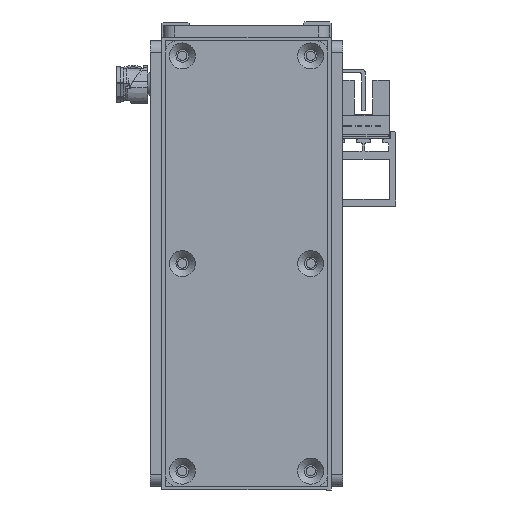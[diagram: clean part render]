
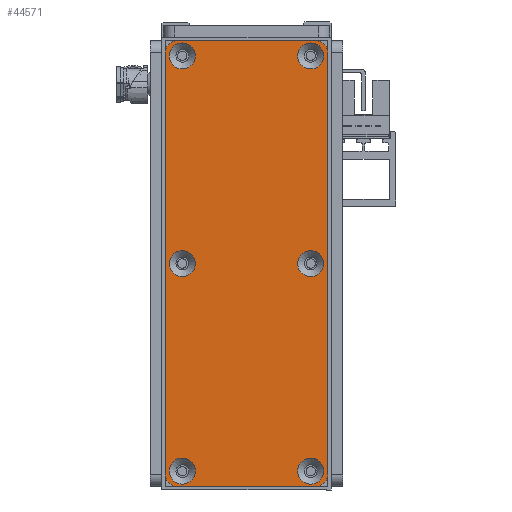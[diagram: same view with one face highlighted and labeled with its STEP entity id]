
A CAD part, front view. The second image highlights one B-rep face of the part: STEP entity #44571.
In plain terms, the highlighted face is planar.
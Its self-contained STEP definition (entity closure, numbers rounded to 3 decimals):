
#849=FACE_BOUND('',#6758,.T.);
#850=FACE_BOUND('',#6759,.T.);
#851=FACE_BOUND('',#6760,.T.);
#852=FACE_BOUND('',#6761,.T.);
#853=FACE_BOUND('',#6762,.T.);
#854=FACE_BOUND('',#6763,.T.);
#1564=PLANE('',#48583);
#4085=FACE_OUTER_BOUND('',#6757,.T.);
#6757=EDGE_LOOP('',(#35980,#35981,#35982,#35983,#35984,#35985,#35986,#35987));
#6758=EDGE_LOOP('',(#35988));
#6759=EDGE_LOOP('',(#35989));
#6760=EDGE_LOOP('',(#35990));
#6761=EDGE_LOOP('',(#35991));
#6762=EDGE_LOOP('',(#35992));
#6763=EDGE_LOOP('',(#35993));
#9812=LINE('',#70756,#14659);
#9816=LINE('',#70768,#14663);
#9820=LINE('',#70780,#14667);
#9824=LINE('',#70790,#14671);
#14659=VECTOR('',#56516,10.);
#14663=VECTOR('',#56528,10.);
#14667=VECTOR('',#56540,10.);
#14671=VECTOR('',#56552,10.);
#18938=CIRCLE('',#48537,3.45);
#18941=CIRCLE('',#48542,3.45);
#18944=CIRCLE('',#48547,3.45);
#18947=CIRCLE('',#48552,3.45);
#18950=CIRCLE('',#48557,3.45);
#18953=CIRCLE('',#48562,3.45);
#18957=CIRCLE('',#48568,3.);
#18959=CIRCLE('',#48572,3.);
#18961=CIRCLE('',#48576,3.);
#18963=CIRCLE('',#48580,3.);
#21162=VERTEX_POINT('',#70684);
#21165=VERTEX_POINT('',#70694);
#21168=VERTEX_POINT('',#70704);
#21171=VERTEX_POINT('',#70714);
#21174=VERTEX_POINT('',#70724);
#21177=VERTEX_POINT('',#70734);
#21182=VERTEX_POINT('',#70747);
#21183=VERTEX_POINT('',#70749);
#21185=VERTEX_POINT('',#70755);
#21187=VERTEX_POINT('',#70761);
#21189=VERTEX_POINT('',#70767);
#21191=VERTEX_POINT('',#70773);
#21193=VERTEX_POINT('',#70779);
#21195=VERTEX_POINT('',#70785);
#26445=EDGE_CURVE('',#21162,#21162,#18938,.T.);
#26450=EDGE_CURVE('',#21165,#21165,#18941,.T.);
#26455=EDGE_CURVE('',#21168,#21168,#18944,.T.);
#26460=EDGE_CURVE('',#21171,#21171,#18947,.T.);
#26465=EDGE_CURVE('',#21174,#21174,#18950,.T.);
#26470=EDGE_CURVE('',#21177,#21177,#18953,.T.);
#26477=EDGE_CURVE('',#21183,#21182,#18957,.T.);
#26480=EDGE_CURVE('',#21185,#21183,#9812,.T.);
#26483=EDGE_CURVE('',#21187,#21185,#18959,.T.);
#26486=EDGE_CURVE('',#21189,#21187,#9816,.T.);
#26489=EDGE_CURVE('',#21191,#21189,#18961,.T.);
#26492=EDGE_CURVE('',#21193,#21191,#9820,.T.);
#26495=EDGE_CURVE('',#21195,#21193,#18963,.T.);
#26498=EDGE_CURVE('',#21182,#21195,#9824,.T.);
#35980=ORIENTED_EDGE('',*,*,#26498,.T.);
#35981=ORIENTED_EDGE('',*,*,#26495,.T.);
#35982=ORIENTED_EDGE('',*,*,#26492,.T.);
#35983=ORIENTED_EDGE('',*,*,#26489,.T.);
#35984=ORIENTED_EDGE('',*,*,#26486,.T.);
#35985=ORIENTED_EDGE('',*,*,#26483,.T.);
#35986=ORIENTED_EDGE('',*,*,#26480,.T.);
#35987=ORIENTED_EDGE('',*,*,#26477,.T.);
#35988=ORIENTED_EDGE('',*,*,#26445,.T.);
#35989=ORIENTED_EDGE('',*,*,#26450,.T.);
#35990=ORIENTED_EDGE('',*,*,#26455,.T.);
#35991=ORIENTED_EDGE('',*,*,#26460,.T.);
#35992=ORIENTED_EDGE('',*,*,#26465,.T.);
#35993=ORIENTED_EDGE('',*,*,#26470,.T.);
#44571=ADVANCED_FACE('',(#4085,#849,#850,#851,#852,#853,#854),#1564,.T.);
#48537=AXIS2_PLACEMENT_3D('',#70685,#56435,#56436);
#48542=AXIS2_PLACEMENT_3D('',#70695,#56447,#56448);
#48547=AXIS2_PLACEMENT_3D('',#70705,#56459,#56460);
#48552=AXIS2_PLACEMENT_3D('',#70715,#56471,#56472);
#48557=AXIS2_PLACEMENT_3D('',#70725,#56483,#56484);
#48562=AXIS2_PLACEMENT_3D('',#70735,#56495,#56496);
#48568=AXIS2_PLACEMENT_3D('',#70750,#56510,#56511);
#48572=AXIS2_PLACEMENT_3D('',#70762,#56522,#56523);
#48576=AXIS2_PLACEMENT_3D('',#70774,#56534,#56535);
#48580=AXIS2_PLACEMENT_3D('',#70786,#56546,#56547);
#48583=AXIS2_PLACEMENT_3D('',#70792,#56555,#56556);
#56435=DIRECTION('center_axis',(0.,0.,-1.));
#56436=DIRECTION('ref_axis',(1.,0.,0.));
#56447=DIRECTION('center_axis',(0.,0.,-1.));
#56448=DIRECTION('ref_axis',(1.,0.,0.));
#56459=DIRECTION('center_axis',(0.,0.,-1.));
#56460=DIRECTION('ref_axis',(1.,0.,0.));
#56471=DIRECTION('center_axis',(0.,0.,-1.));
#56472=DIRECTION('ref_axis',(1.,0.,0.));
#56483=DIRECTION('center_axis',(0.,0.,-1.));
#56484=DIRECTION('ref_axis',(1.,0.,0.));
#56495=DIRECTION('center_axis',(0.,0.,-1.));
#56496=DIRECTION('ref_axis',(1.,0.,0.));
#56510=DIRECTION('center_axis',(0.,0.,1.));
#56511=DIRECTION('ref_axis',(-1.,0.,0.));
#56516=DIRECTION('',(0.,1.,0.));
#56522=DIRECTION('center_axis',(0.,0.,1.));
#56523=DIRECTION('ref_axis',(0.,1.,0.));
#56528=DIRECTION('',(1.,0.,0.));
#56534=DIRECTION('center_axis',(0.,0.,1.));
#56535=DIRECTION('ref_axis',(1.,0.,0.));
#56540=DIRECTION('',(0.,-1.,0.));
#56546=DIRECTION('center_axis',(0.,0.,1.));
#56547=DIRECTION('ref_axis',(0.,-1.,0.));
#56552=DIRECTION('',(-1.,0.,0.));
#56555=DIRECTION('center_axis',(0.,0.,1.));
#56556=DIRECTION('ref_axis',(1.,0.,0.));
#70684=CARTESIAN_POINT('',(110.55,4.5,3.));
#70685=CARTESIAN_POINT('Origin',(114.,4.5,3.));
#70694=CARTESIAN_POINT('',(55.55,38.5,3.));
#70695=CARTESIAN_POINT('Origin',(59.,38.5,3.));
#70704=CARTESIAN_POINT('',(55.55,4.5,3.));
#70705=CARTESIAN_POINT('Origin',(59.,4.5,3.));
#70714=CARTESIAN_POINT('',(0.55,38.5,3.));
#70715=CARTESIAN_POINT('Origin',(4.,38.5,3.));
#70724=CARTESIAN_POINT('',(110.55,38.5,3.));
#70725=CARTESIAN_POINT('Origin',(114.,38.5,3.));
#70734=CARTESIAN_POINT('',(0.55,4.5,3.));
#70735=CARTESIAN_POINT('Origin',(4.,4.5,3.));
#70747=CARTESIAN_POINT('',(115.,43.,3.));
#70749=CARTESIAN_POINT('',(118.,40.,3.));
#70750=CARTESIAN_POINT('Origin',(115.,40.,3.));
#70755=CARTESIAN_POINT('',(118.,3.,3.));
#70756=CARTESIAN_POINT('',(118.,40.,3.));
#70761=CARTESIAN_POINT('',(115.,0.,3.));
#70762=CARTESIAN_POINT('Origin',(115.,3.,3.));
#70767=CARTESIAN_POINT('',(3.,0.,3.));
#70768=CARTESIAN_POINT('',(115.,0.,3.));
#70773=CARTESIAN_POINT('',(0.,3.,3.));
#70774=CARTESIAN_POINT('Origin',(3.,3.,3.));
#70779=CARTESIAN_POINT('',(0.,40.,3.));
#70780=CARTESIAN_POINT('',(0.,3.,3.));
#70785=CARTESIAN_POINT('',(3.,43.,3.));
#70786=CARTESIAN_POINT('Origin',(3.,40.,3.));
#70790=CARTESIAN_POINT('',(3.,43.,3.));
#70792=CARTESIAN_POINT('Origin',(59.,21.5,3.));
